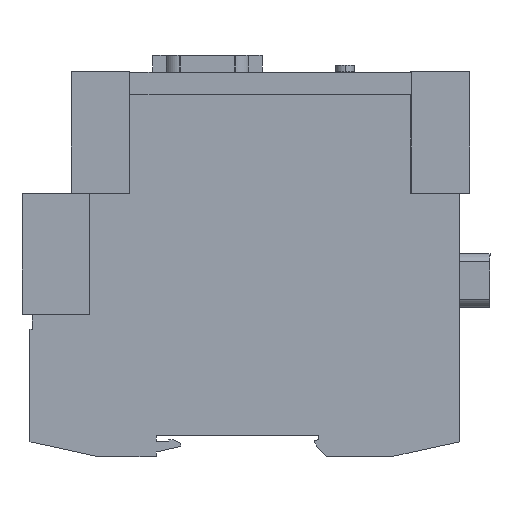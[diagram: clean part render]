
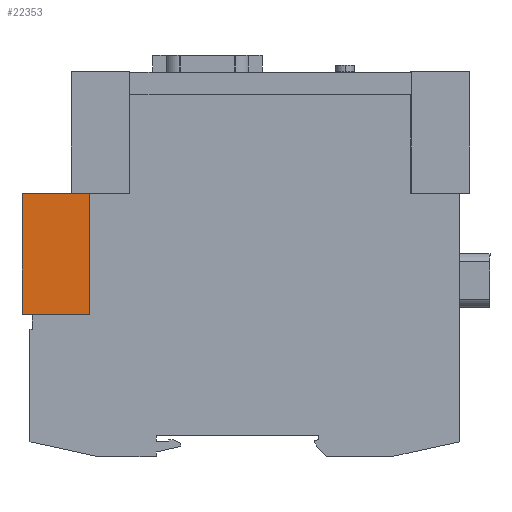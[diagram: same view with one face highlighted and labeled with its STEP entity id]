
A CAD part, left-side view. The second image highlights one B-rep face of the part: STEP entity #22353.
In plain terms, the highlighted face is planar.
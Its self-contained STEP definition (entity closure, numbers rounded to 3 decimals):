
#5630 = DIRECTION ( 'NONE',  ( 1., 0., 0. ) ) ;
#5631 = VECTOR ( 'NONE', #5630, 1000. ) ;
#5632 = CARTESIAN_POINT ( 'NONE',  ( -96.827, 145.249, 53.643 ) ) ;
#5633 = LINE ( 'NONE', #5632, #5631 ) ;
#5634 = CARTESIAN_POINT ( 'NONE',  ( -93.299, 145.249, 53.643 ) ) ;
#5643 = LINE ( 'NONE', #5703, #5702 ) ;
#5645 = DIRECTION ( 'NONE',  ( 1., 0., 0. ) ) ;
#5646 = DIRECTION ( 'NONE',  ( 0., 0., 1. ) ) ;
#5647 = CARTESIAN_POINT ( 'NONE',  ( -63.599, 86.749, 53.643 ) ) ;
#5648 = AXIS2_PLACEMENT_3D ( 'NONE', #5647, #5646, #5645 ) ;
#5649 = PLANE ( 'NONE',  #5648 ) ;
#5665 = FACE_OUTER_BOUND ( 'NONE', #22413, .T. ) ;
#5666 = CARTESIAN_POINT ( 'NONE',  ( -77.249, 145.249, 53.643 ) ) ;
#5691 = DIRECTION ( 'NONE',  ( 1., 0., 0. ) ) ;
#5692 = VECTOR ( 'NONE', #5691, 1000. ) ;
#5693 = CARTESIAN_POINT ( 'NONE',  ( -93.299, 116.549, 53.643 ) ) ;
#5694 = LINE ( 'NONE', #5693, #5692 ) ;
#5701 = DIRECTION ( 'NONE',  ( 0., -1., 0. ) ) ;
#5702 = VECTOR ( 'NONE', #5701, 1000. ) ;
#5703 = CARTESIAN_POINT ( 'NONE',  ( -93.299, 145.249, 53.643 ) ) ;
#5750 = CARTESIAN_POINT ( 'NONE',  ( -81.649, 145.249, 53.643 ) ) ;
#5751 = CARTESIAN_POINT ( 'NONE',  ( -93.299, 116.549, 53.643 ) ) ;
#5752 = CARTESIAN_POINT ( 'NONE',  ( -81.649, 145.249, 53.643 ) ) ;
#5753 = CARTESIAN_POINT ( 'NONE',  ( -77.249, 116.549, 53.643 ) ) ;
#5775 = DIRECTION ( 'NONE',  ( 0., 1., 0. ) ) ;
#5776 = VECTOR ( 'NONE', #5775, 1000. ) ;
#5777 = CARTESIAN_POINT ( 'NONE',  ( -81.65, 135.349, 53.643 ) ) ;
#5778 = LINE ( 'NONE', #5777, #5776 ) ;
#5780 = DIRECTION ( 'NONE',  ( -1., 0., 0. ) ) ;
#5781 = VECTOR ( 'NONE', #5780, 1000. ) ;
#5782 = CARTESIAN_POINT ( 'NONE',  ( -93.299, 145.249, 53.643 ) ) ;
#5783 = LINE ( 'NONE', #5782, #5781 ) ;
#5810 = DIRECTION ( 'NONE',  ( 0., 1., 0. ) ) ;
#5811 = VECTOR ( 'NONE', #5810, 1000. ) ;
#5812 = CARTESIAN_POINT ( 'NONE',  ( -77.249, 116.449, 53.643 ) ) ;
#5814 = LINE ( 'NONE', #5812, #5811 ) ;
#22340 = VERTEX_POINT ( 'NONE', #5634 ) ;
#22341 = EDGE_CURVE ( 'NONE', #22395, #22352, #5633, .T. ) ;
#22347 = ORIENTED_EDGE ( 'NONE', *, *, #22402, .T. ) ;
#22352 = VERTEX_POINT ( 'NONE', #5666 ) ;
#22353 = ADVANCED_FACE ( 'NONE', ( #5665 ), #5649, .T. ) ;
#22354 = ORIENTED_EDGE ( 'NONE', *, *, #22341, .F. ) ;
#22356 = EDGE_CURVE ( 'NONE', #22340, #22396, #5643, .T. ) ;
#22361 = ORIENTED_EDGE ( 'NONE', *, *, #22356, .T. ) ;
#22363 = EDGE_CURVE ( 'NONE', #22396, #22394, #5694, .T. ) ;
#22394 = VERTEX_POINT ( 'NONE', #5753 ) ;
#22395 = VERTEX_POINT ( 'NONE', #5752 ) ;
#22396 = VERTEX_POINT ( 'NONE', #5751 ) ;
#22397 = VERTEX_POINT ( 'NONE', #5750 ) ;
#22402 = EDGE_CURVE ( 'NONE', #22397, #22340, #5783, .T. ) ;
#22404 = EDGE_CURVE ( 'NONE', #22397, #22395, #5778, .T. ) ;
#22412 = ORIENTED_EDGE ( 'NONE', *, *, #22363, .T. ) ;
#22413 = EDGE_LOOP ( 'NONE', ( #22354, #22415, #22347, #22361, #22412, #22417 ) ) ;
#22415 = ORIENTED_EDGE ( 'NONE', *, *, #22404, .F. ) ;
#22417 = ORIENTED_EDGE ( 'NONE', *, *, #22418, .T. ) ;
#22418 = EDGE_CURVE ( 'NONE', #22394, #22352, #5814, .T. ) ;
